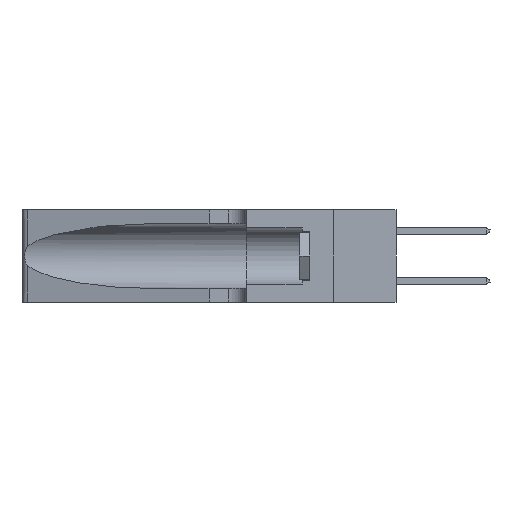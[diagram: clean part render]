
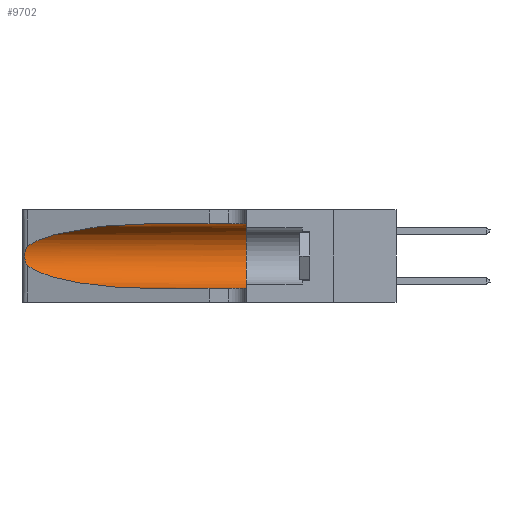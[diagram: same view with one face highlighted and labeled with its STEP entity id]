
A CAD part, left-side view. The second image highlights one B-rep face of the part: STEP entity #9702.
In plain terms, the highlighted cylindrical face has radius 3.308 mm (diameter 6.617 mm), a partial arc.
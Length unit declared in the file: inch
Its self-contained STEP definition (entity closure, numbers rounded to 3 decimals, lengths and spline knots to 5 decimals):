
#195 = DIRECTION ( 'NONE',  ( 0., 0., 1. ) ) ;
#667 = CARTESIAN_POINT ( 'NONE',  ( 0.1305, 1.61858, 0.185 ) ) ;
#821 = CARTESIAN_POINT ( 'NONE',  ( 0.1305, 1.61858, 0.05475 ) ) ;
#1097 = CIRCLE ( 'NONE', #8482, 0.13025 ) ;
#1309 = CARTESIAN_POINT ( 'NONE',  ( 0.1305, 0.72297, 0.05475 ) ) ;
#1581 = CARTESIAN_POINT ( 'NONE',  ( 0.1305, 0.72297, 0.05475 ) ) ;
#1759 = VECTOR ( 'NONE', #14225, 39.37008 ) ;
#1914 = DIRECTION ( 'NONE',  ( 0., -1., 0. ) ) ;
#2308 = ORIENTED_EDGE ( 'NONE', *, *, #22763, .F. ) ;
#2309 = EDGE_LOOP ( 'NONE', ( #23643, #20382, #2908, #6436, #2308, #8748 ) ) ;
#2908 = ORIENTED_EDGE ( 'NONE', *, *, #16101, .T. ) ;
#2993 = FACE_OUTER_BOUND ( 'NONE', #2309, .T. ) ;
#3827 = CARTESIAN_POINT ( 'NONE',  ( 0.25487, 1.22718, 0.14631 ) ) ;
#4049 = VERTEX_POINT ( 'NONE', #3827 ) ;
#4336 = CARTESIAN_POINT ( 'NONE',  ( 0.1305, 0.35, 0.185 ) ) ;
#5209 = VERTEX_POINT ( 'NONE', #1309 ) ;
#6265 = DIRECTION ( 'NONE',  ( 0., 1., 0. ) ) ;
#6436 = ORIENTED_EDGE ( 'NONE', *, *, #17833, .T. ) ;
#7374 = CARTESIAN_POINT ( 'NONE',  ( 0.25487, 1.22718, 0.14631 ) ) ;
#7522 = EDGE_CURVE ( 'NONE', #9495, #17503, #12717, .T. ) ;
#7743 = CARTESIAN_POINT ( 'NONE',  ( 0.1305, 0.72297, 0.31525 ) ) ;
#7936 = CARTESIAN_POINT ( 'NONE',  ( 0.26075, 1.23896, 0.178 ) ) ;
#8154 = CARTESIAN_POINT ( 'NONE',  ( 0.2373, 1.15595, 0.28018 ) ) ;
#8482 = AXIS2_PLACEMENT_3D ( 'NONE', #4336, #6265, #195 ) ;
#8718 = VERTEX_POINT ( 'NONE', #12189 ) ;
#8748 = ORIENTED_EDGE ( 'NONE', *, *, #20269, .F. ) ;
#9304 = CARTESIAN_POINT ( 'NONE',  ( 0.1305, 0.72297, 0.31525 ) ) ;
#9495 = VERTEX_POINT ( 'NONE', #9304 ) ;
#9702 = ADVANCED_FACE ( 'NONE', ( #2993 ), #18418, .F. ) ;
#10183 = CARTESIAN_POINT ( 'NONE',  ( 0.25555, 1.22993, 0.14849 ) ) ;
#10322 = CARTESIAN_POINT ( 'NONE',  ( 0.25487, 1.22718, 0.22369 ) ) ;
#10569 = CARTESIAN_POINT ( 'NONE',  ( 0.26075, 1.23896, 0.19203 ) ) ;
#11230 = EDGE_CURVE ( 'NONE', #17503, #4049, #16059, .T. ) ;
#11943 = LINE ( 'NONE', #821, #1759 ) ;
#12189 = CARTESIAN_POINT ( 'NONE',  ( 0.1305, 0.35, 0.05475 ) ) ;
#12717 =( BOUNDED_CURVE ( )  B_SPLINE_CURVE ( 3, ( #7743, #17658, #8154, #10322 ),
 .UNSPECIFIED., .F., .F. ) 
 B_SPLINE_CURVE_WITH_KNOTS ( ( 4, 4 ),
 ( 1.5708, 2.84003 ),
 .UNSPECIFIED. ) 
 CURVE ( )  GEOMETRIC_REPRESENTATION_ITEM ( )  RATIONAL_B_SPLINE_CURVE ( ( 1., 0.87, 0.87, 1. ) ) 
 REPRESENTATION_ITEM ( '' )  );
#13502 = CARTESIAN_POINT ( 'NONE',  ( 0.25555, 1.22994, 0.2215 ) ) ;
#13657 = CARTESIAN_POINT ( 'NONE',  ( 0.25487, 1.22718, 0.22369 ) ) ;
#13914 = CARTESIAN_POINT ( 'NONE',  ( 0.26017, 1.23833, 0.17102 ) ) ;
#14062 = DIRECTION ( 'NONE',  ( 0., -1., 0. ) ) ;
#14186 = LINE ( 'NONE', #22807, #24042 ) ;
#14225 = DIRECTION ( 'NONE',  ( 0., -1., 0. ) ) ;
#15065 = CARTESIAN_POINT ( 'NONE',  ( 0.25639, 1.23184, 0.21858 ) ) ;
#15088 = CARTESIAN_POINT ( 'NONE',  ( 0.1305, 0.35, 0.31525 ) ) ;
#15628 = CARTESIAN_POINT ( 'NONE',  ( 0.25787, 1.23484, 0.2124 ) ) ;
#15941 = VERTEX_POINT ( 'NONE', #15088 ) ;
#16059 = B_SPLINE_CURVE_WITH_KNOTS ( 'NONE', 3,
 ( #13657, #13502, #15065, #15628, #20224, #16151, #10569, #7936, #13914, #21431, #17538, #21351, #10183, #19614 ),
 .UNSPECIFIED., .F., .F.,
 ( 4, 2, 2, 2, 2, 2, 4 ),
 ( 0., 0.00027, 0.00053, 0.00107, 0.0016, 0.00187, 0.00214 ),
 .UNSPECIFIED. ) ;
#16101 = EDGE_CURVE ( 'NONE', #4049, #5209, #21866, .T. ) ;
#16151 = CARTESIAN_POINT ( 'NONE',  ( 0.26018, 1.23835, 0.19895 ) ) ;
#17503 = VERTEX_POINT ( 'NONE', #20537 ) ;
#17538 = CARTESIAN_POINT ( 'NONE',  ( 0.25789, 1.23486, 0.15765 ) ) ;
#17658 = CARTESIAN_POINT ( 'NONE',  ( 0.18966, 0.96281, 0.31525 ) ) ;
#17833 = EDGE_CURVE ( 'NONE', #5209, #8718, #11943, .T. ) ;
#17911 = DIRECTION ( 'NONE',  ( 0., 0., -1. ) ) ;
#17960 = CARTESIAN_POINT ( 'NONE',  ( 0.18966, 0.96281, 0.05475 ) ) ;
#18418 = CYLINDRICAL_SURFACE ( 'NONE', #20640, 0.13025 ) ;
#19614 = CARTESIAN_POINT ( 'NONE',  ( 0.25487, 1.22718, 0.14631 ) ) ;
#20224 = CARTESIAN_POINT ( 'NONE',  ( 0.25854, 1.2359, 0.20912 ) ) ;
#20269 = EDGE_CURVE ( 'NONE', #9495, #15941, #14186, .T. ) ;
#20382 = ORIENTED_EDGE ( 'NONE', *, *, #11230, .T. ) ;
#20537 = CARTESIAN_POINT ( 'NONE',  ( 0.25487, 1.22718, 0.22369 ) ) ;
#20640 = AXIS2_PLACEMENT_3D ( 'NONE', #667, #14062, #17911 ) ;
#21351 = CARTESIAN_POINT ( 'NONE',  ( 0.25639, 1.23186, 0.15144 ) ) ;
#21431 = CARTESIAN_POINT ( 'NONE',  ( 0.25856, 1.23593, 0.16098 ) ) ;
#21866 =( BOUNDED_CURVE ( )  B_SPLINE_CURVE ( 3, ( #7374, #22893, #17960, #1581 ),
 .UNSPECIFIED., .F., .F. ) 
 B_SPLINE_CURVE_WITH_KNOTS ( ( 4, 4 ),
 ( 3.44316, 4.71239 ),
 .UNSPECIFIED. ) 
 CURVE ( )  GEOMETRIC_REPRESENTATION_ITEM ( )  RATIONAL_B_SPLINE_CURVE ( ( 1., 0.87, 0.87, 1. ) ) 
 REPRESENTATION_ITEM ( '' )  );
#22763 = EDGE_CURVE ( 'NONE', #15941, #8718, #1097, .T. ) ;
#22807 = CARTESIAN_POINT ( 'NONE',  ( 0.1305, 1.61858, 0.31525 ) ) ;
#22893 = CARTESIAN_POINT ( 'NONE',  ( 0.2373, 1.15595, 0.08982 ) ) ;
#23643 = ORIENTED_EDGE ( 'NONE', *, *, #7522, .T. ) ;
#24042 = VECTOR ( 'NONE', #1914, 39.37008 ) ;
